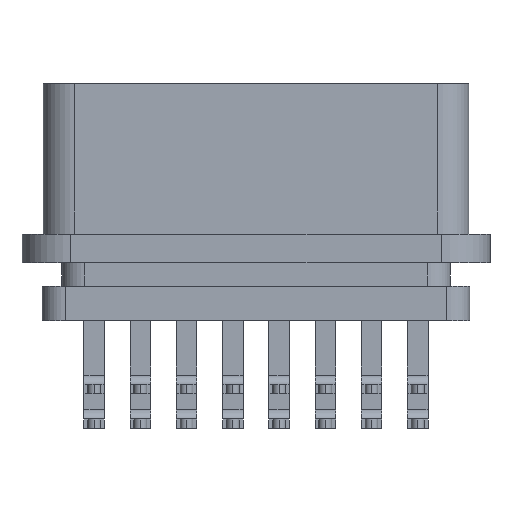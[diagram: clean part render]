
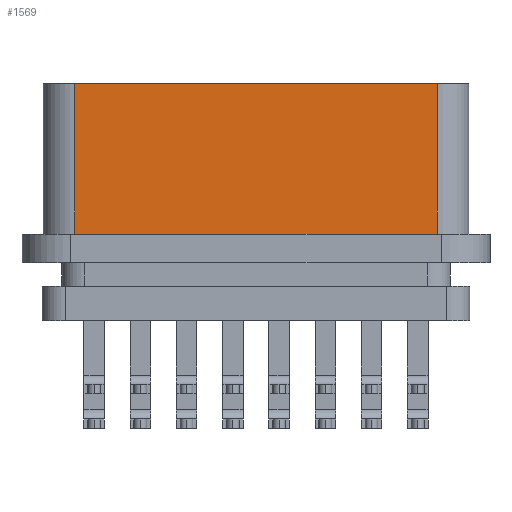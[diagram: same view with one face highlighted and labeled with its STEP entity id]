
A CAD part, front view. The second image highlights one B-rep face of the part: STEP entity #1569.
In plain terms, the highlighted planar face has unit normal (0, -1, 0).
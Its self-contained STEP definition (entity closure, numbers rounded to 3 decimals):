
#558 = CARTESIAN_POINT ( 'NONE',  ( 15.669, -7., -9.1 ) ) ;
#1569 = ADVANCED_FACE ( 'NONE', ( #1956 ), #6409, .T. ) ;
#1956 = FACE_OUTER_BOUND ( 'NONE', #5560, .T. ) ;
#2081 = EDGE_CURVE ( 'NONE', #3693, #4293, #5466, .T. ) ;
#2332 = EDGE_CURVE ( 'NONE', #8413, #9383, #3389, .T. ) ;
#2343 = VECTOR ( 'NONE', #11552, 1000. ) ;
#3266 = CARTESIAN_POINT ( 'NONE',  ( -15.669, -7., -9.1 ) ) ;
#3302 = ORIENTED_EDGE ( 'NONE', *, *, #3636, .T. ) ;
#3389 = LINE ( 'NONE', #6744, #5579 ) ;
#3636 = EDGE_CURVE ( 'NONE', #9383, #4293, #4617, .T. ) ;
#3693 = VERTEX_POINT ( 'NONE', #9113 ) ;
#4293 = VERTEX_POINT ( 'NONE', #13207 ) ;
#4617 = LINE ( 'NONE', #6987, #2343 ) ;
#5273 = DIRECTION ( 'NONE',  ( 0., -1., 0. ) ) ;
#5313 = EDGE_CURVE ( 'NONE', #8413, #3693, #14138, .T. ) ;
#5466 = LINE ( 'NONE', #12100, #7838 ) ;
#5560 = EDGE_LOOP ( 'NONE', ( #12260, #7879, #12499, #3302 ) ) ;
#5579 = VECTOR ( 'NONE', #8194, 1000. ) ;
#6014 = DIRECTION ( 'NONE',  ( 0., 0., 1. ) ) ;
#6409 = PLANE ( 'NONE',  #12075 ) ;
#6640 = CARTESIAN_POINT ( 'NONE',  ( -15.669, -7., -9.1 ) ) ;
#6744 = CARTESIAN_POINT ( 'NONE',  ( -15.669, -7., -9.1 ) ) ;
#6987 = CARTESIAN_POINT ( 'NONE',  ( 15.669, -7., -9.1 ) ) ;
#7163 = CARTESIAN_POINT ( 'NONE',  ( -15.669, -7., -9.1 ) ) ;
#7838 = VECTOR ( 'NONE', #14379, 1000. ) ;
#7879 = ORIENTED_EDGE ( 'NONE', *, *, #5313, .F. ) ;
#8194 = DIRECTION ( 'NONE',  ( 1., 0., 0. ) ) ;
#8413 = VERTEX_POINT ( 'NONE', #6640 ) ;
#9113 = CARTESIAN_POINT ( 'NONE',  ( -15.669, -7., 3.9 ) ) ;
#9383 = VERTEX_POINT ( 'NONE', #558 ) ;
#9619 = VECTOR ( 'NONE', #6014, 1000. ) ;
#10866 = DIRECTION ( 'NONE',  ( 0., 0., -1. ) ) ;
#11552 = DIRECTION ( 'NONE',  ( 0., 0., 1. ) ) ;
#12075 = AXIS2_PLACEMENT_3D ( 'NONE', #3266, #5273, #10866 ) ;
#12100 = CARTESIAN_POINT ( 'NONE',  ( -15.669, -7., 3.9 ) ) ;
#12260 = ORIENTED_EDGE ( 'NONE', *, *, #2081, .F. ) ;
#12499 = ORIENTED_EDGE ( 'NONE', *, *, #2332, .T. ) ;
#13207 = CARTESIAN_POINT ( 'NONE',  ( 15.669, -7., 3.9 ) ) ;
#14138 = LINE ( 'NONE', #7163, #9619 ) ;
#14379 = DIRECTION ( 'NONE',  ( 1., 0., 0. ) ) ;
